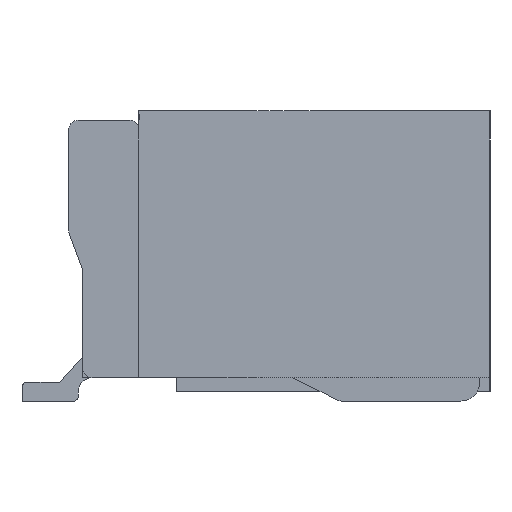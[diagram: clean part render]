
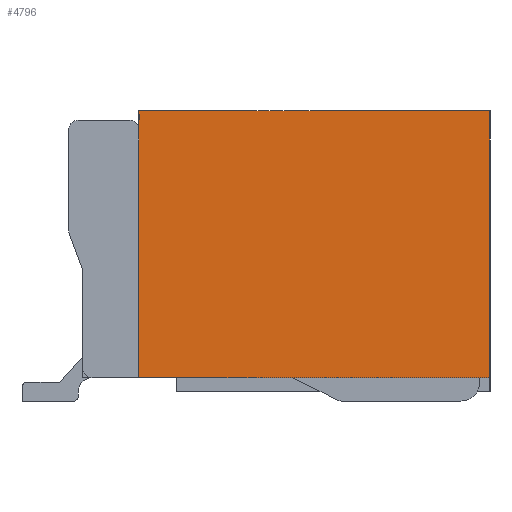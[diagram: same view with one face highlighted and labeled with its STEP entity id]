
A CAD part, left-side view. The second image highlights one B-rep face of the part: STEP entity #4796.
In plain terms, the highlighted planar face has unit normal (-1, 0, 0).
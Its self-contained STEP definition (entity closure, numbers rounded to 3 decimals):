
#1176=ORIENTED_EDGE('',*,*,#1643,.F.);
#1177=ORIENTED_EDGE('',*,*,#2107,.T.);
#1178=ORIENTED_EDGE('',*,*,#1932,.T.);
#1179=ORIENTED_EDGE('',*,*,#2106,.T.);
#1643=EDGE_CURVE('',#2319,#2320,#2783,.T.);
#1932=EDGE_CURVE('',#2541,#2540,#3060,.T.);
#2106=EDGE_CURVE('',#2540,#2320,#3226,.T.);
#2107=EDGE_CURVE('',#2319,#2541,#3227,.T.);
#2319=VERTEX_POINT('',#6584);
#2320=VERTEX_POINT('',#6586);
#2540=VERTEX_POINT('',#7158);
#2541=VERTEX_POINT('',#7160);
#2783=LINE('',#6585,#3399);
#3060=LINE('',#7159,#3676);
#3226=LINE('',#7496,#3842);
#3227=LINE('',#7498,#3843);
#3399=VECTOR('',#5337,1000.);
#3676=VECTOR('',#5766,1000.);
#3842=VECTOR('',#6100,1000.);
#3843=VECTOR('',#6103,1000.);
#4150=EDGE_LOOP('',(#1176,#1177,#1178,#1179));
#4390=FACE_BOUND('',#4150,.T.);
#4593=PLANE('',#5097);
#4796=ADVANCED_FACE('',(#4390),#4593,.T.);
#5097=AXIS2_PLACEMENT_3D('',#7497,#6101,#6102);
#5337=DIRECTION('',(0.,0.,1.));
#5766=DIRECTION('',(0.,0.,1.));
#6100=DIRECTION('',(0.,1.,0.));
#6101=DIRECTION('',(-1.,0.,0.));
#6102=DIRECTION('',(0.,0.,1.));
#6103=DIRECTION('',(0.,-1.,0.));
#6584=CARTESIAN_POINT('',(-5.,1.575,-1.35));
#6585=CARTESIAN_POINT('',(-5.,1.575,-9.81));
#6586=CARTESIAN_POINT('',(-5.,1.575,1.5));
#7158=CARTESIAN_POINT('',(-5.,-2.175,1.5));
#7159=CARTESIAN_POINT('',(-5.,-2.175,-1.5));
#7160=CARTESIAN_POINT('',(-5.,-2.175,-1.35));
#7496=CARTESIAN_POINT('',(-5.,-2.175,1.5));
#7497=CARTESIAN_POINT('',(-5.,0.,0.));
#7498=CARTESIAN_POINT('',(-5.,2.175,-1.35));
